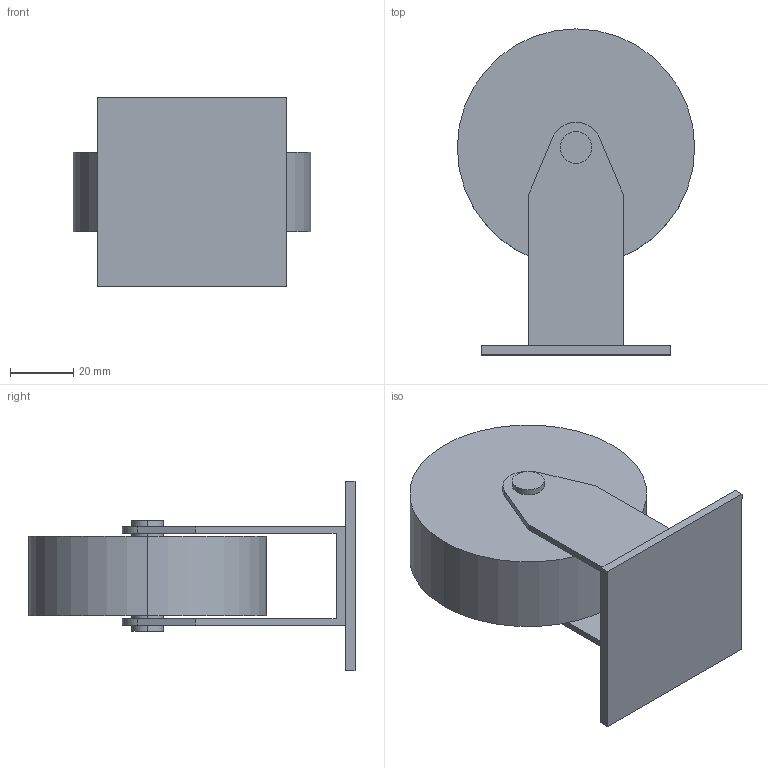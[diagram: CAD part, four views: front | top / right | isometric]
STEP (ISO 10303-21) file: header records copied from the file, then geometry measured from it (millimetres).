
FILE_DESCRIPTION (( 'STEP AP214' ), '1' );
FILE_NAME ('1.45.12075.STEP', '2024-10-10T19:35:45', ( '' ), ( '' ), 'SwSTEP 2.0', 'SolidWorks 2024', '' );
FILE_SCHEMA (( 'AUTOMOTIVE_DESIGN' ));
Length unit declared in the file: millimetre
Products named in the file (1): 1.45.12075
Bounding box: 75 x 103 x 60 mm (x, y, z)
Volume: 131676.6 mm3; surface area: 30523.5 mm2
Topology: 1 solids, 1 shells, 33 faces, 78 edges, 52 vertices
Faces by surface type: plane 21, cylinder 12
Entity records: 983 total; most frequent: DIRECTION 170, CARTESIAN_POINT 164, ORIENTED_EDGE 156, EDGE_CURVE 78, AXIS2_PLACEMENT_3D 58, VECTOR 54, LINE 54, VERTEX_POINT 52
